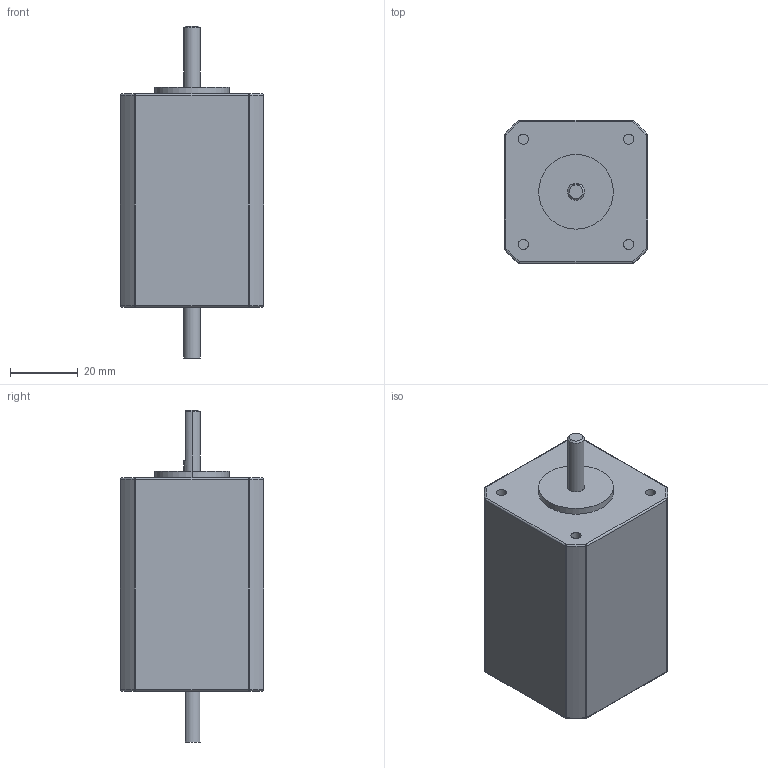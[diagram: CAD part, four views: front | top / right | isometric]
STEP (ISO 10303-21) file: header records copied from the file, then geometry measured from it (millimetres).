
FILE_DESCRIPTION((''),'2;1');
FILE_NAME('AM17HDB410-02N','2019-05-24T17:06:06',('MS05244'),(''),'CREO PARAMETRIC BY PTC INC, 2018100','CREO PARAMETRIC BY PTC INC, 2018100','');
FILE_SCHEMA(('CONFIG_CONTROL_DESIGN'));
Length unit declared in the file: millimetre
Products named in the file (1): AM17HDB410-02N
Bounding box: 42.3 x 42.3 x 97.8 mm (x, y, z)
Volume: 111312.8 mm3; surface area: 14348.1 mm2
Topology: 1 solids, 1 shells, 88 faces, 190 edges, 99 vertices
Faces by surface type: cylinder 41, plane 20, sphere 16, torus 8, cone 3
Entity records: 2307 total; most frequent: DIRECTION 459, CARTESIAN_POINT 373, ORIENTED_EDGE 348, AXIS2_PLACEMENT_3D 199, EDGE_CURVE 174, CIRCLE 111, VERTEX_POINT 99, EDGE_LOOP 99
